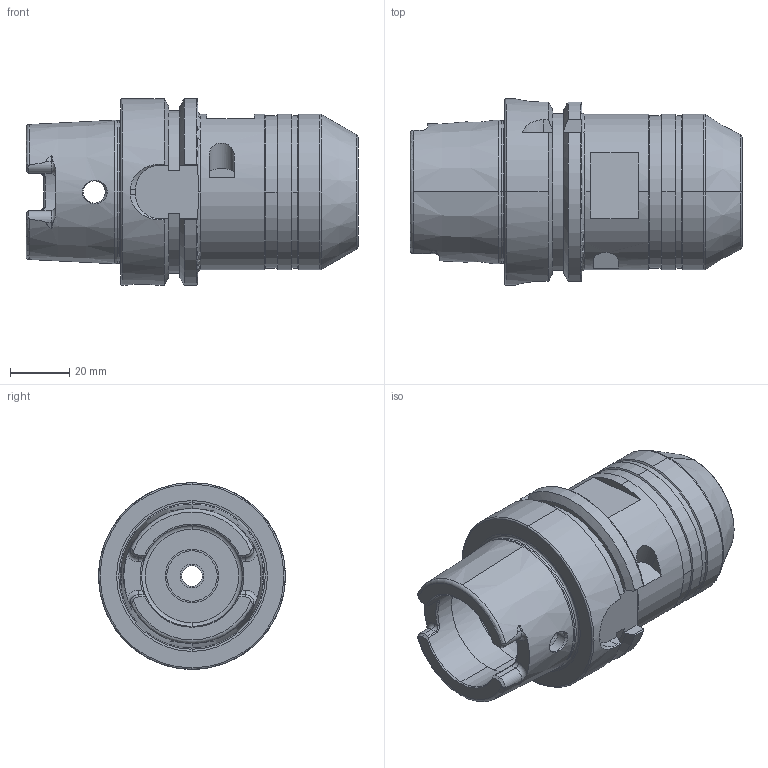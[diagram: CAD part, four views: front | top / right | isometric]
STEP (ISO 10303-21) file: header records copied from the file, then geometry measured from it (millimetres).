
FILE_DESCRIPTION((''),'2;1');
FILE_NAME('HSK63A-HC20P-80_3D_20161026','2019-09-25T10:32:58',('eos'),(''),'CREO PARAMETRIC BY PTC INC, 2018500','CREO PARAMETRIC BY PTC INC, 2018500','');
FILE_SCHEMA(('CONFIG_CONTROL_DESIGN'));
Length unit declared in the file: millimetre
Products named in the file (1): HSK63A-HC20P-80_3D_20161026
Bounding box: 112 x 63 x 63 mm (x, y, z)
Volume: 172974.1 mm3; surface area: 34599.2 mm2
Topology: 1 solids, 3 shells, 192 faces, 490 edges, 305 vertices
Faces by surface type: plane 65, cylinder 59, cone 41, torus 23, bspline 4
Entity records: 6533 total; most frequent: CARTESIAN_POINT 1864, DIRECTION 977, ORIENTED_EDGE 972, EDGE_CURVE 490, AXIS2_PLACEMENT_3D 385, VERTEX_POINT 305, VECTOR 207, LINE 207
